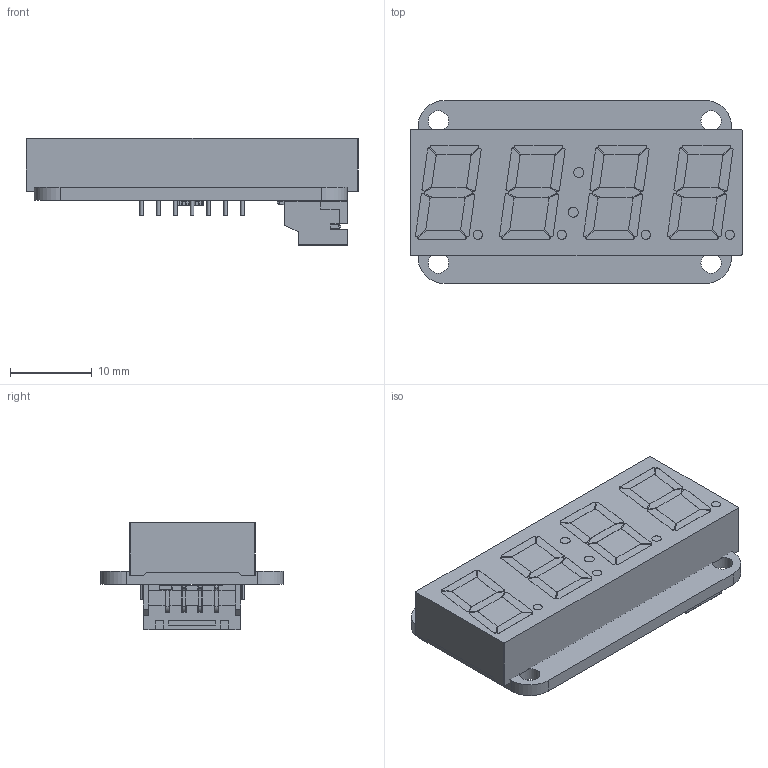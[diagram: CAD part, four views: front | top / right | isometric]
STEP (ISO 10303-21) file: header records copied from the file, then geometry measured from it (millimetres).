
FILE_DESCRIPTION(('KiCad electronic assembly'),'2;1');
FILE_NAME('VK16K33.step','2025-12-24T03:59:44',('Pcbnew'),('Kicad'), 'Open CASCADE STEP processor 7.8','KiCad to STEP converter','Unknown' );
FILE_SCHEMA(('AUTOMOTIVE_DESIGN { 1 0 10303 214 1 1 1 1 }'));
Length unit declared in the file: millimetre
Products named in the file (14): VK16K33 1; R_0603_1608Metric; LSH4401CUR; EasyEDA PCB Model~kLmB; C_0603_1608Metric; SOIC-20W_7.5x12.8mm_P1.27mm; SOIC_20W_75x128mm_P127mm; R_Array_Concave_4x0603; User Library-PH2_0-4PWB; User Library-PH2.0-4PWB; VK16K33_PCB
Assembly tree (15 placements, depth 3):
  VK16K33 1
    R_0603_1608Metric  x2
      R_0603_1608Metric
    LSH4401CUR
      EasyEDA PCB Model~kLmB
    C_0603_1608Metric  x2
      C_0603_1608Metric
    SOIC-20W_7.5x12.8mm_P1.27mm
      SOIC_20W_75x128mm_P127mm
    R_Array_Concave_4x0603
      R_Array_Concave_4x0603
    User Library-PH2_0-4PWB
      User Library-PH2.0-4PWB
    VK16K33_PCB
Bounding box: 40.66 x 22.4 x 13.11 mm (x, y, z)
Volume: 5556.9 mm3; surface area: 4983.2 mm2
Topology: 16 solids, 16 shells, 1955 faces, 5242 edges, 3426 vertices
Faces by surface type: plane 827, bspline 770, cylinder 322, torus 32, sphere 4
Full cylindrical faces by diameter (mm): 0.6 x1, 0.8 x14, 2.5 x4
Entity records: 63478 total; most frequent: CARTESIAN_POINT 18518, ORIENTED_EDGE 10196, DIRECTION 5799, EDGE_CURVE 5098, VERTEX_POINT 3334, LINE 2517, VECTOR 2517, FACE_BOUND 2050
